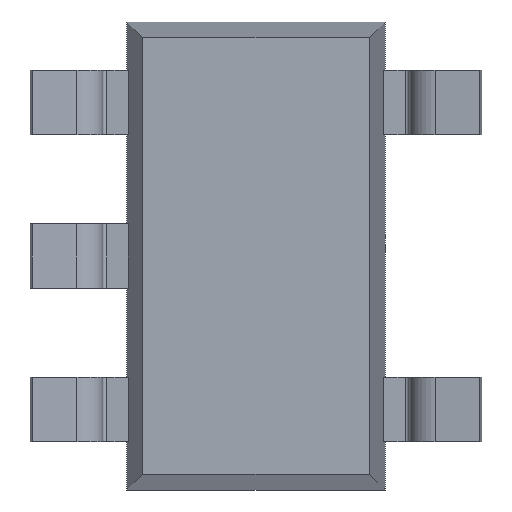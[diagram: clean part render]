
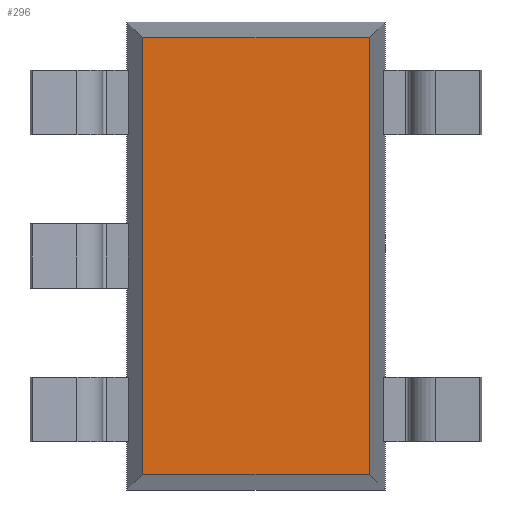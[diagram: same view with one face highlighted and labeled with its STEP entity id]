
A CAD part, front view. The second image highlights one B-rep face of the part: STEP entity #296.
In plain terms, the highlighted planar face has unit normal (0, -1, 0).
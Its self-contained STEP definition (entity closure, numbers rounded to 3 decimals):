
#184 = VECTOR ( 'NONE', #402, 1000. ) ;
#296 = ADVANCED_FACE ( 'NONE', ( #2820 ), #851, .T. ) ;
#402 = DIRECTION ( 'NONE',  ( 1., 0., 0. ) ) ;
#411 = CARTESIAN_POINT ( 'NONE',  ( 0.701, 0.15, 1.45 ) ) ;
#508 = VECTOR ( 'NONE', #1167, 1000. ) ;
#613 = CARTESIAN_POINT ( 'NONE',  ( -0.701, 0.15, -1.351 ) ) ;
#693 = VERTEX_POINT ( 'NONE', #1901 ) ;
#774 = ORIENTED_EDGE ( 'NONE', *, *, #1693, .T. ) ;
#851 = PLANE ( 'NONE',  #2345 ) ;
#881 = ORIENTED_EDGE ( 'NONE', *, *, #1553, .T. ) ;
#982 = DIRECTION ( 'NONE',  ( 0., 0., -1. ) ) ;
#994 = CARTESIAN_POINT ( 'NONE',  ( -0.8, 0.15, 1.351 ) ) ;
#1042 = CARTESIAN_POINT ( 'NONE',  ( 0.8, 0.15, -1.351 ) ) ;
#1152 = CARTESIAN_POINT ( 'NONE',  ( 0.701, 0.15, -1.351 ) ) ;
#1167 = DIRECTION ( 'NONE',  ( -1., 0., 0. ) ) ;
#1211 = EDGE_CURVE ( 'NONE', #1273, #1832, #2804, .T. ) ;
#1241 = VECTOR ( 'NONE', #1284, 1000. ) ;
#1273 = VERTEX_POINT ( 'NONE', #613 ) ;
#1284 = DIRECTION ( 'NONE',  ( 0., 0., 1. ) ) ;
#1298 = DIRECTION ( 'NONE',  ( 0., 0., -1. ) ) ;
#1515 = CARTESIAN_POINT ( 'NONE',  ( 0., 0.15, 0. ) ) ;
#1518 = LINE ( 'NONE', #411, #1241 ) ;
#1553 = EDGE_CURVE ( 'NONE', #693, #2530, #2774, .T. ) ;
#1583 = ORIENTED_EDGE ( 'NONE', *, *, #1211, .T. ) ;
#1646 = LINE ( 'NONE', #1845, #2723 ) ;
#1693 = EDGE_CURVE ( 'NONE', #1832, #693, #1518, .T. ) ;
#1832 = VERTEX_POINT ( 'NONE', #1152 ) ;
#1845 = CARTESIAN_POINT ( 'NONE',  ( -0.701, 0.15, -1.45 ) ) ;
#1901 = CARTESIAN_POINT ( 'NONE',  ( 0.701, 0.15, 1.351 ) ) ;
#2042 = ORIENTED_EDGE ( 'NONE', *, *, #2599, .T. ) ;
#2241 = CARTESIAN_POINT ( 'NONE',  ( -0.701, 0.15, 1.351 ) ) ;
#2345 = AXIS2_PLACEMENT_3D ( 'NONE', #1515, #2407, #1298 ) ;
#2407 = DIRECTION ( 'NONE',  ( 0., -1., 0. ) ) ;
#2484 = EDGE_LOOP ( 'NONE', ( #2042, #1583, #774, #881 ) ) ;
#2530 = VERTEX_POINT ( 'NONE', #2241 ) ;
#2599 = EDGE_CURVE ( 'NONE', #2530, #1273, #1646, .T. ) ;
#2723 = VECTOR ( 'NONE', #982, 1000. ) ;
#2774 = LINE ( 'NONE', #994, #508 ) ;
#2804 = LINE ( 'NONE', #1042, #184 ) ;
#2820 = FACE_OUTER_BOUND ( 'NONE', #2484, .T. ) ;
